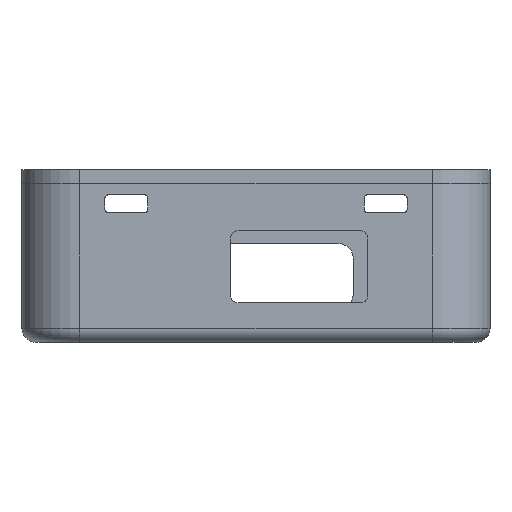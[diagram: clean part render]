
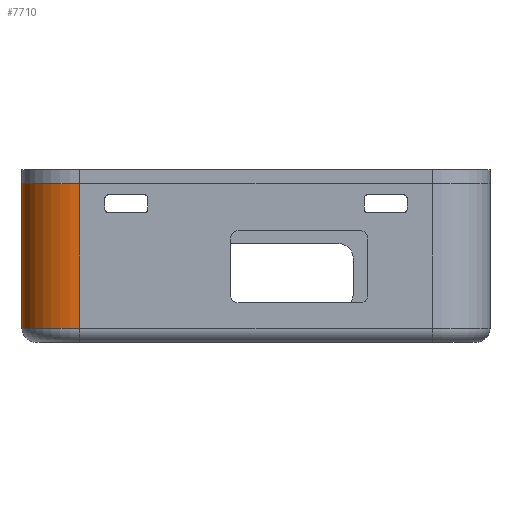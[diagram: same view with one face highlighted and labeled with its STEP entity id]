
A CAD part, left-side view. The second image highlights one B-rep face of the part: STEP entity #7710.
In plain terms, the highlighted cylindrical face has radius 8 mm (diameter 16 mm), a partial arc.
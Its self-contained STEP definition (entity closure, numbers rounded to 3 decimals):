
#1623 = PLANE('',#1624);
#1624 = AXIS2_PLACEMENT_3D('',#1625,#1626,#1627);
#1625 = CARTESIAN_POINT('',(-3.,-5.,1.6));
#1626 = DIRECTION('',(1.,0.,0.));
#1627 = DIRECTION('',(0.,-1.,0.));
#4817 = EDGE_CURVE('',#4818,#4820,#4822,.T.);
#4818 = VERTEX_POINT('',#4819);
#4819 = CARTESIAN_POINT('',(-3.,-5.,1.6));
#4820 = VERTEX_POINT('',#4821);
#4821 = CARTESIAN_POINT('',(-3.,-5.,21.6));
#4822 = SURFACE_CURVE('',#4823,(#4827,#4834),.PCURVE_S1.);
#4823 = LINE('',#4824,#4825);
#4824 = CARTESIAN_POINT('',(-3.,-5.,1.6));
#4825 = VECTOR('',#4826,1.);
#4826 = DIRECTION('',(0.,0.,1.));
#4827 = PCURVE('',#1623,#4828);
#4828 = DEFINITIONAL_REPRESENTATION('',(#4829),#4833);
#4829 = LINE('',#4830,#4831);
#4830 = CARTESIAN_POINT('',(0.,0.));
#4831 = VECTOR('',#4832,1.);
#4832 = DIRECTION('',(0.,-1.));
#4833 = ( GEOMETRIC_REPRESENTATION_CONTEXT(2) 
PARAMETRIC_REPRESENTATION_CONTEXT() REPRESENTATION_CONTEXT('2D SPACE',''
  ) );
#4834 = PCURVE('',#4835,#4840);
#4835 = CYLINDRICAL_SURFACE('',#4836,8.);
#4836 = AXIS2_PLACEMENT_3D('',#4837,#4838,#4839);
#4837 = CARTESIAN_POINT('',(5.,-5.,1.6));
#4838 = DIRECTION('',(-0.,-0.,-1.));
#4839 = DIRECTION('',(1.,0.,0.));
#4840 = DEFINITIONAL_REPRESENTATION('',(#4841),#4845);
#4841 = LINE('',#4842,#4843);
#4842 = CARTESIAN_POINT('',(-3.142,0.));
#4843 = VECTOR('',#4844,1.);
#4844 = DIRECTION('',(-0.,-1.));
#4845 = ( GEOMETRIC_REPRESENTATION_CONTEXT(2) 
PARAMETRIC_REPRESENTATION_CONTEXT() REPRESENTATION_CONTEXT('2D SPACE',''
  ) );
#4981 = PLANE('',#4982);
#4982 = AXIS2_PLACEMENT_3D('',#4983,#4984,#4985);
#4983 = CARTESIAN_POINT('',(85.,3.,1.6));
#4984 = DIRECTION('',(0.,-1.,0.));
#4985 = DIRECTION('',(-1.,0.,0.));
#7454 = TOROIDAL_SURFACE('',#7455,6.,2.);
#7455 = AXIS2_PLACEMENT_3D('',#7456,#7457,#7458);
#7456 = CARTESIAN_POINT('',(5.,-5.,1.6));
#7457 = DIRECTION('',(-0.,-0.,-1.));
#7458 = DIRECTION('',(1.,0.,0.));
#7689 = CYLINDRICAL_SURFACE('',#7690,8.);
#7690 = AXIS2_PLACEMENT_3D('',#7691,#7692,#7693);
#7691 = CARTESIAN_POINT('',(5.,-5.,21.6));
#7692 = DIRECTION('',(-0.,-0.,-1.));
#7693 = DIRECTION('',(1.,0.,0.));
#7710 = ADVANCED_FACE('',(#7711),#4835,.T.);
#7711 = FACE_BOUND('',#7712,.F.);
#7712 = EDGE_LOOP('',(#7713,#7737,#7760,#7782));
#7713 = ORIENTED_EDGE('',*,*,#7714,.F.);
#7714 = EDGE_CURVE('',#7715,#4818,#7717,.T.);
#7715 = VERTEX_POINT('',#7716);
#7716 = CARTESIAN_POINT('',(5.,3.,1.6));
#7717 = SURFACE_CURVE('',#7718,(#7723,#7730),.PCURVE_S1.);
#7718 = CIRCLE('',#7719,8.);
#7719 = AXIS2_PLACEMENT_3D('',#7720,#7721,#7722);
#7720 = CARTESIAN_POINT('',(5.,-5.,1.6));
#7721 = DIRECTION('',(0.,0.,1.));
#7722 = DIRECTION('',(1.,0.,0.));
#7723 = PCURVE('',#4835,#7724);
#7724 = DEFINITIONAL_REPRESENTATION('',(#7725),#7729);
#7725 = LINE('',#7726,#7727);
#7726 = CARTESIAN_POINT('',(-0.,0.));
#7727 = VECTOR('',#7728,1.);
#7728 = DIRECTION('',(-1.,0.));
#7729 = ( GEOMETRIC_REPRESENTATION_CONTEXT(2) 
PARAMETRIC_REPRESENTATION_CONTEXT() REPRESENTATION_CONTEXT('2D SPACE',''
  ) );
#7730 = PCURVE('',#7454,#7731);
#7731 = DEFINITIONAL_REPRESENTATION('',(#7732),#7736);
#7732 = LINE('',#7733,#7734);
#7733 = CARTESIAN_POINT('',(-0.,0.));
#7734 = VECTOR('',#7735,1.);
#7735 = DIRECTION('',(-1.,0.));
#7736 = ( GEOMETRIC_REPRESENTATION_CONTEXT(2) 
PARAMETRIC_REPRESENTATION_CONTEXT() REPRESENTATION_CONTEXT('2D SPACE',''
  ) );
#7737 = ORIENTED_EDGE('',*,*,#7738,.T.);
#7738 = EDGE_CURVE('',#7715,#7739,#7741,.T.);
#7739 = VERTEX_POINT('',#7740);
#7740 = CARTESIAN_POINT('',(5.,3.,21.6));
#7741 = SURFACE_CURVE('',#7742,(#7746,#7753),.PCURVE_S1.);
#7742 = LINE('',#7743,#7744);
#7743 = CARTESIAN_POINT('',(5.,3.,1.6));
#7744 = VECTOR('',#7745,1.);
#7745 = DIRECTION('',(0.,0.,1.));
#7746 = PCURVE('',#4835,#7747);
#7747 = DEFINITIONAL_REPRESENTATION('',(#7748),#7752);
#7748 = LINE('',#7749,#7750);
#7749 = CARTESIAN_POINT('',(-1.571,0.));
#7750 = VECTOR('',#7751,1.);
#7751 = DIRECTION('',(-0.,-1.));
#7752 = ( GEOMETRIC_REPRESENTATION_CONTEXT(2) 
PARAMETRIC_REPRESENTATION_CONTEXT() REPRESENTATION_CONTEXT('2D SPACE',''
  ) );
#7753 = PCURVE('',#4981,#7754);
#7754 = DEFINITIONAL_REPRESENTATION('',(#7755),#7759);
#7755 = LINE('',#7756,#7757);
#7756 = CARTESIAN_POINT('',(80.,0.));
#7757 = VECTOR('',#7758,1.);
#7758 = DIRECTION('',(0.,-1.));
#7759 = ( GEOMETRIC_REPRESENTATION_CONTEXT(2) 
PARAMETRIC_REPRESENTATION_CONTEXT() REPRESENTATION_CONTEXT('2D SPACE',''
  ) );
#7760 = ORIENTED_EDGE('',*,*,#7761,.T.);
#7761 = EDGE_CURVE('',#7739,#4820,#7762,.T.);
#7762 = SURFACE_CURVE('',#7763,(#7768,#7775),.PCURVE_S1.);
#7763 = CIRCLE('',#7764,8.);
#7764 = AXIS2_PLACEMENT_3D('',#7765,#7766,#7767);
#7765 = CARTESIAN_POINT('',(5.,-5.,21.6));
#7766 = DIRECTION('',(0.,0.,1.));
#7767 = DIRECTION('',(1.,0.,0.));
#7768 = PCURVE('',#4835,#7769);
#7769 = DEFINITIONAL_REPRESENTATION('',(#7770),#7774);
#7770 = LINE('',#7771,#7772);
#7771 = CARTESIAN_POINT('',(-0.,-20.));
#7772 = VECTOR('',#7773,1.);
#7773 = DIRECTION('',(-1.,0.));
#7774 = ( GEOMETRIC_REPRESENTATION_CONTEXT(2) 
PARAMETRIC_REPRESENTATION_CONTEXT() REPRESENTATION_CONTEXT('2D SPACE',''
  ) );
#7775 = PCURVE('',#7689,#7776);
#7776 = DEFINITIONAL_REPRESENTATION('',(#7777),#7781);
#7777 = LINE('',#7778,#7779);
#7778 = CARTESIAN_POINT('',(-0.,0.));
#7779 = VECTOR('',#7780,1.);
#7780 = DIRECTION('',(-1.,0.));
#7781 = ( GEOMETRIC_REPRESENTATION_CONTEXT(2) 
PARAMETRIC_REPRESENTATION_CONTEXT() REPRESENTATION_CONTEXT('2D SPACE',''
  ) );
#7782 = ORIENTED_EDGE('',*,*,#4817,.F.);
